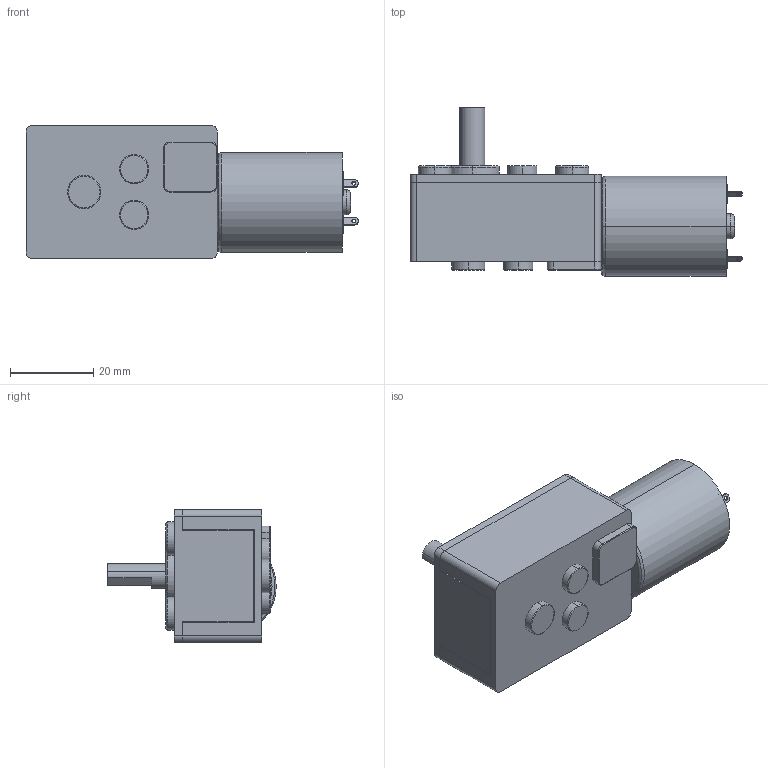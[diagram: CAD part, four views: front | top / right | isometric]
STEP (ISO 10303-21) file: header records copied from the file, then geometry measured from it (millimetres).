
FILE_DESCRIPTION (( 'STEP AP214' ), '1' );
FILE_NAME ('TS-32GZ370-5300.STEP', '2017-05-14T17:38:44', ( '' ), ( '' ), 'SwSTEP 2.0', 'SolidWorks 2017', '' );
FILE_SCHEMA (( 'AUTOMOTIVE_DESIGN' ));
Length unit declared in the file: millimetre
Products named in the file (7): TS-32GZ370-5300, DC MOTOR SHAFT; TS-32GZ370-5300, SHAFT; TS-32GZ370-5300, GEAR BODY; TS-32GZ370-5300; TS-32GZ370-5300, COVER; TS-32GZ370-5300, DC MOTOR; TS-32GZ370-5300, DC MOTOR BODY
Assembly tree (6 placements, depth 3):
  TS-32GZ370-5300
    TS-32GZ370-5300, COVER
    TS-32GZ370-5300, GEAR BODY
    TS-32GZ370-5300, SHAFT
    TS-32GZ370-5300, DC MOTOR
      TS-32GZ370-5300, DC MOTOR BODY
      TS-32GZ370-5300, DC MOTOR SHAFT
Bounding box: 79.8 x 40.5 x 32 mm (x, y, z)
Volume: 12585 mm3; surface area: 19840.8 mm2
Topology: 8 solids, 8 shells, 257 faces, 608 edges, 384 vertices
Faces by surface type: cylinder 129, plane 80, torus 24, cone 24
Entity records: 8131 total; most frequent: DIRECTION 1454, CARTESIAN_POINT 1251, ORIENTED_EDGE 1200, EDGE_CURVE 600, AXIS2_PLACEMENT_3D 587, VERTEX_POINT 384, EDGE_LOOP 320, CIRCLE 320
